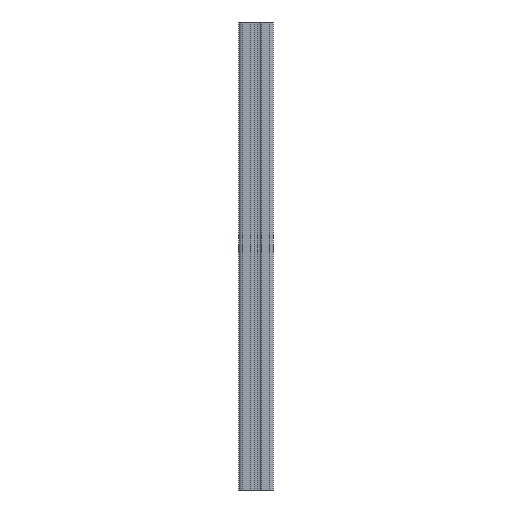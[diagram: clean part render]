
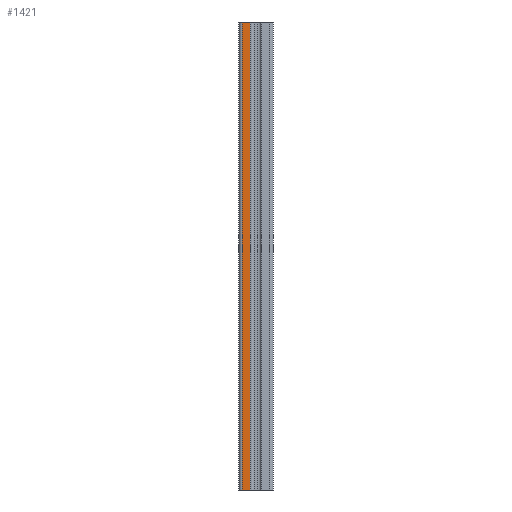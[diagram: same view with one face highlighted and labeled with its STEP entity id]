
A CAD part, front view. The second image highlights one B-rep face of the part: STEP entity #1421.
In plain terms, the highlighted planar face has unit normal (0, -1, 0).
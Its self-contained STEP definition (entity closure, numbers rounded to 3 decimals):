
#64=FACE_OUTER_BOUND('',#141,.T.);
#141=EDGE_LOOP('',(#1113,#1114,#1115,#1116));
#284=LINE('',#2114,#429);
#348=LINE('',#2373,#493);
#360=LINE('',#2405,#505);
#361=LINE('',#2407,#506);
#429=VECTOR('',#1665,10.);
#493=VECTOR('',#1861,10.);
#505=VECTOR('',#1899,10.);
#506=VECTOR('',#1902,10.);
#578=VERTEX_POINT('',#2111);
#579=VERTEX_POINT('',#2113);
#707=VERTEX_POINT('',#2370);
#708=VERTEX_POINT('',#2372);
#724=EDGE_CURVE('',#578,#579,#284,.T.);
#853=EDGE_CURVE('',#707,#708,#348,.T.);
#870=EDGE_CURVE('',#578,#708,#360,.T.);
#871=EDGE_CURVE('',#579,#707,#361,.T.);
#1113=ORIENTED_EDGE('',*,*,#870,.T.);
#1114=ORIENTED_EDGE('',*,*,#853,.F.);
#1115=ORIENTED_EDGE('',*,*,#871,.F.);
#1116=ORIENTED_EDGE('',*,*,#724,.F.);
#1378=PLANE('',#1584);
#1421=ADVANCED_FACE('',(#64),#1378,.T.);
#1584=AXIS2_PLACEMENT_3D('',#2406,#1900,#1901);
#1665=DIRECTION('',(-1.,0.,0.));
#1861=DIRECTION('',(1.,0.,0.));
#1899=DIRECTION('',(0.,0.,1.));
#1900=DIRECTION('center_axis',(0.,-1.,0.));
#1901=DIRECTION('ref_axis',(1.,0.,0.));
#1902=DIRECTION('',(0.,0.,1.));
#2111=CARTESIAN_POINT('',(-3.287,-10.,-137.5));
#2113=CARTESIAN_POINT('',(-8.,-10.,-137.5));
#2114=CARTESIAN_POINT('',(-8.,-10.,-137.5));
#2370=CARTESIAN_POINT('',(-8.,-10.,137.5));
#2372=CARTESIAN_POINT('',(-3.287,-10.,137.5));
#2373=CARTESIAN_POINT('',(-8.,-10.,137.5));
#2405=CARTESIAN_POINT('',(-3.287,-10.,0.));
#2406=CARTESIAN_POINT('Origin',(-8.,-10.,0.));
#2407=CARTESIAN_POINT('',(-8.,-10.,0.));
